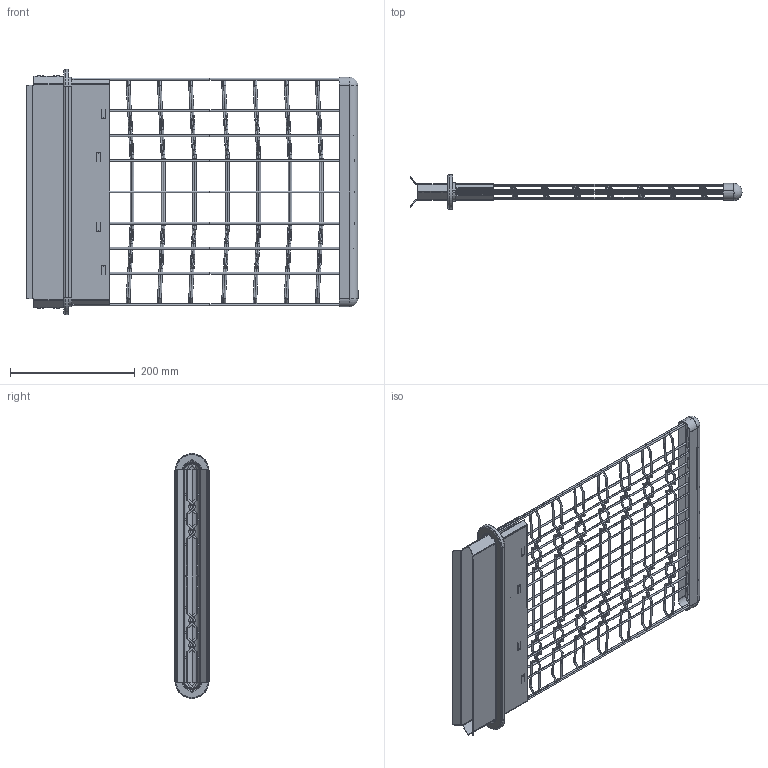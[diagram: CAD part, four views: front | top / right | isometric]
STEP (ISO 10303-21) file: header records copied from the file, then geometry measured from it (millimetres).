
FILE_DESCRIPTION (( 'STEP AP203' ), '1' );
FILE_NAME ('GÉ OSMIÈKA.STEP', '2023-12-11T09:00:30', ( '' ), ( '' ), 'SwSTEP 2.0', 'SolidWorks 2022', '' );
FILE_SCHEMA (( 'CONFIG_CONTROL_DESIGN' ));
Length unit declared in the file: millimetre
Products named in the file (3): RF-M009-07 - ASSY CAGE 2000 G7 - DIL_1-250; GÉ OSMIČKA; RF-M009-07 - ASSY CAGE 2000 G7 - DIL_2-250
Assembly tree (2 placements, depth 2):
  GÉ OSMIČKA
    RF-M009-07 - ASSY CAGE 2000 G7 - DIL_1-250
    RF-M009-07 - ASSY CAGE 2000 G7 - DIL_2-250
Bounding box: 531.64 x 54.5 x 392.5 mm (x, y, z)
Volume: 269879.8 mm3; surface area: 466973.1 mm2
Topology: 16 solids, 16 shells, 1275 faces, 3582 edges, 2424 vertices
Faces by surface type: cylinder 792, plane 311, torus 168, sphere 4
Entity records: 48193 total; most frequent: CARTESIAN_POINT 16554, ORIENTED_EDGE 7148, DIRECTION 6086, EDGE_CURVE 3574, VERTEX_POINT 2420, AXIS2_PLACEMENT_3D 2392, EDGE_LOOP 1574, VECTOR 1302
